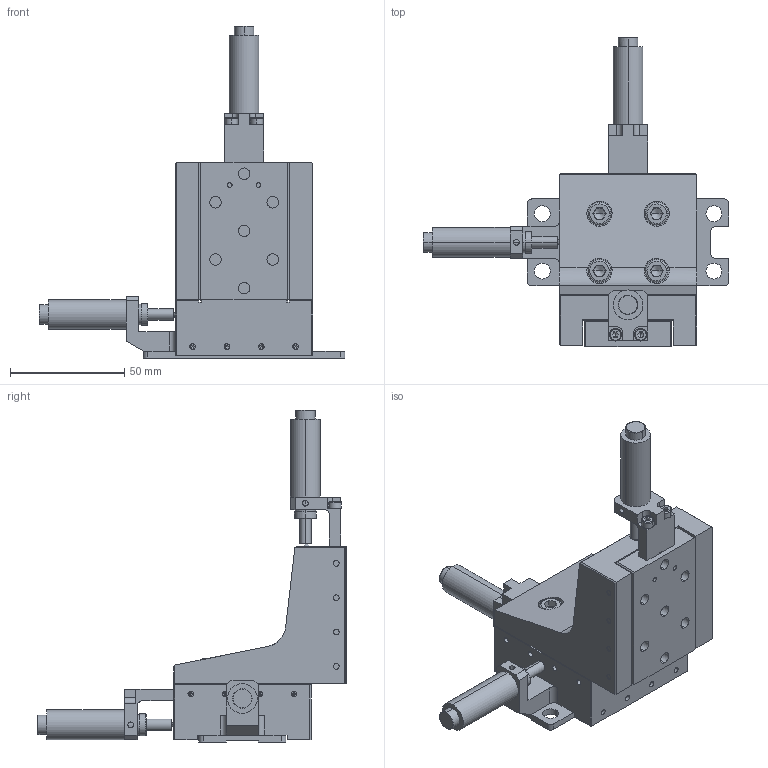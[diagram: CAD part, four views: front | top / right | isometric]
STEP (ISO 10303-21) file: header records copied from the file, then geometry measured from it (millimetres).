
FILE_DESCRIPTION (( 'STEP AP214' ), '1' );
FILE_NAME ('516700.STEP', '2019-10-22T01:37:28', ( 'user' ), ( '微软中国' ), 'SwSTEP 2.0', 'SolidWorks 2016', '' );
FILE_SCHEMA (( 'AUTOMOTIVE_DESIGN' ));
Length unit declared in the file: millimetre
Products named in the file (1): 516700
Bounding box: 133.5 x 135 x 145 mm (x, y, z)
Volume: 235549.4 mm3; surface area: 62410 mm2
Topology: 37 solids, 37 shells, 835 faces, 2007 edges, 1231 vertices
Faces by surface type: plane 385, cylinder 273, cone 144, bspline 31, torus 2
Entity records: 30093 total; most frequent: CARTESIAN_POINT 5293, DIRECTION 4216, ORIENTED_EDGE 3826, EDGE_CURVE 1913, AXIS2_PLACEMENT_3D 1570, VERTEX_POINT 1231, LINE 1076, VECTOR 1076
